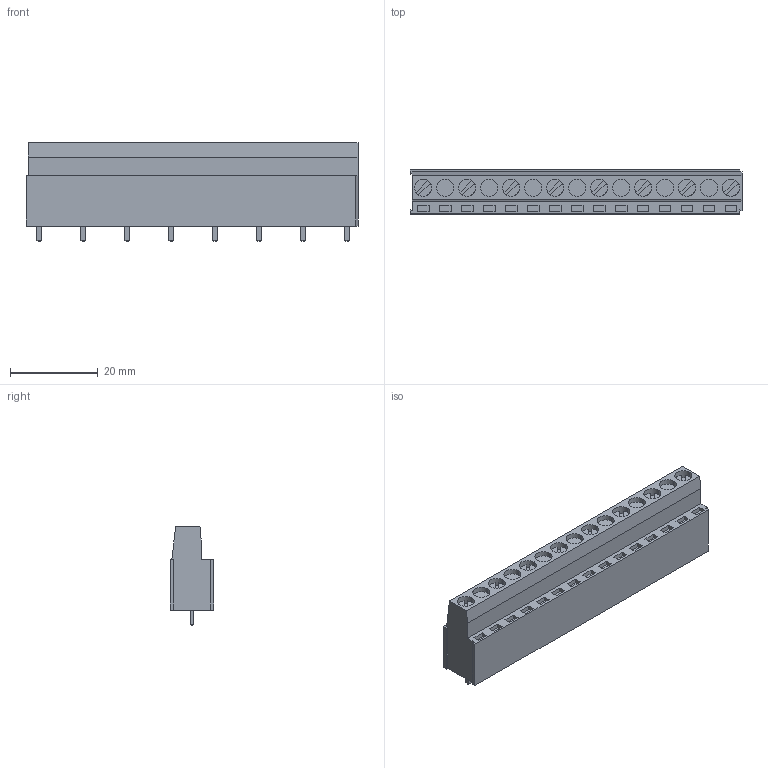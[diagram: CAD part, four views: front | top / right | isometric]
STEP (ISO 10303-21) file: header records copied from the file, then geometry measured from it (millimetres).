
FILE_DESCRIPTION((''),'2;1');
FILE_NAME('C-282858-8','2008-10-25T',('workeradm'),('Tyco Electronics Corporation'),'PRO/ENGINEER BY PARAMETRIC TECHNOLOGY CORPORATION, 2005450','PRO/ENGINEER BY PARAMETRIC TECHNOLOGY CORPORATION, 2005450','');
FILE_SCHEMA(('CONFIG_CONTROL_DESIGN', 'GEOMETRIC_VALIDATION_PROPERTIES_MIM'));
Length unit declared in the file: millimetre
Products named in the file (1): C-282858-8
Bounding box: 75.5 x 10 x 22.5 mm (x, y, z)
Volume: 11496.9 mm3; surface area: 5370.6 mm2
Topology: 1 solids, 1 shells, 319 faces, 759 edges, 495 vertices
Faces by surface type: plane 289, cylinder 30
Entity records: 11476 total; most frequent: CARTESIAN_POINT 1574, ORIENTED_EDGE 1518, DIRECTION 1489, PRESENTATION_STYLE_ASSIGNMENT 760, STYLED_ITEM 760, CURVE_STYLE 759, EDGE_CURVE 759, VECTOR 667
